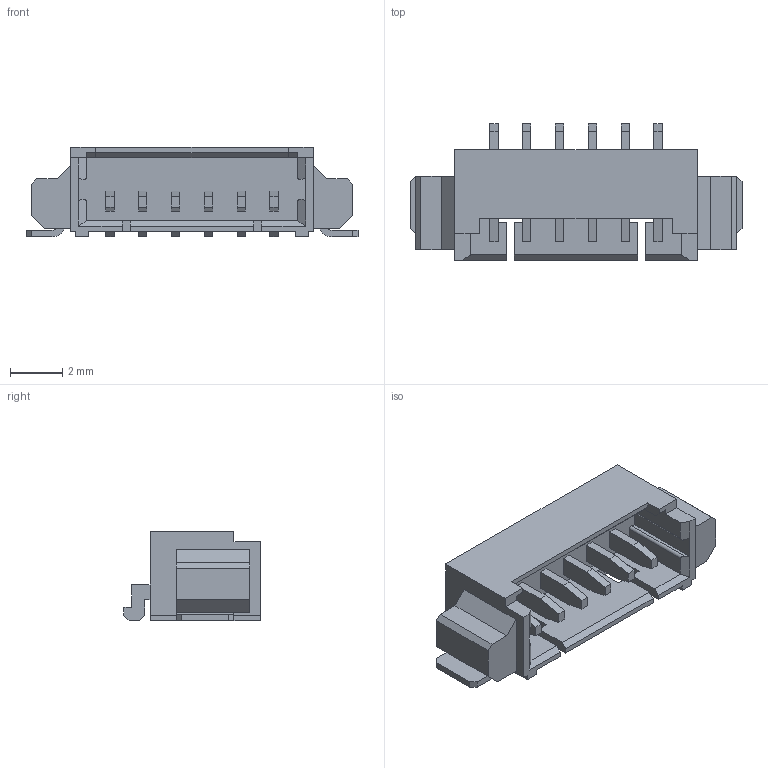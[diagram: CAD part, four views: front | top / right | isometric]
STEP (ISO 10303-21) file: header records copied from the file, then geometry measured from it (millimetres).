
FILE_DESCRIPTION(/* description */ ('STEP AP242','CAx-IF Rec.Pracs.---Representation and Presentation of Product Manufacturing Information (PMI)---4.0---2014-10-13','CAx-IF Rec.Pracs.---3D Tessellated Geometry---0.4---2014-09-14','2;1','CAx-IF Rec.Pracs.---User Defined Attributes---1.5---2016-08-15'),/* implementation_level */ '2;1');
FILE_NAME(/* name */ '691c34680f3f93fe4cc91fac',/* time_stamp */ '2025-11-18T08:55:05Z',/* author */ (''),/* organization */ (''),/* preprocessor_version */ 'ST-DEVELOPER v20',/* originating_system */ 'ONSHAPE BY PTC INC, 1.206',/* authorisation */ ' ');
FILE_SCHEMA (('AP242_MANAGED_MODEL_BASED_3D_ENGINEERING_MIM_LF { 1 0 10303 442 1 1 4 }'));
Length unit declared in the file: metre
Products named in the file (1): 0532614006
Bounding box: 12.65 x 5.2 x 3.4 mm (x, y, z)
Volume: 81.1 mm3; surface area: 283.6 mm2
Topology: 1 solids, 1 shells, 216 faces, 588 edges, 390 vertices
Faces by surface type: plane 208, cylinder 8
Entity records: 7586 total; most frequent: CARTESIAN_POINT 1195, ORIENTED_EDGE 1176, DIRECTION 1038, EDGE_CURVE 588, LINE 572, VECTOR 572, VERTEX_POINT 390, AXIS2_PLACEMENT_3D 233
